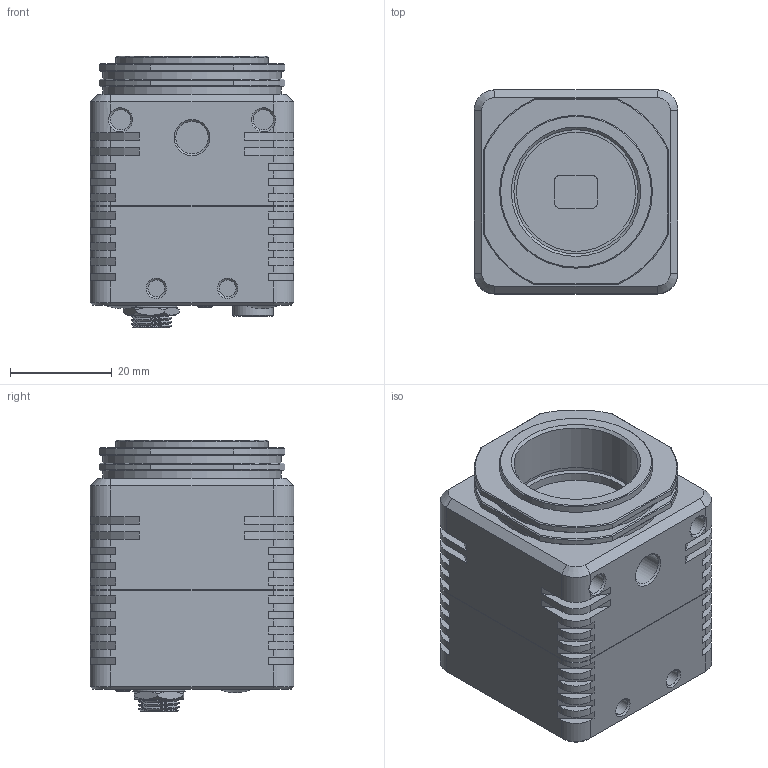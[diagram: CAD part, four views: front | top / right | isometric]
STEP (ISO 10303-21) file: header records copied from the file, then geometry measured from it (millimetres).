
FILE_DESCRIPTION (( 'STEP AP214' ), '1' );
FILE_NAME ('STC-HD213DV.STEP', '2020-05-22T02:18:49', ( '' ), ( '' ), 'SwSTEP 2.0', 'SolidWorks 2019', '' );
FILE_SCHEMA (( 'AUTOMOTIVE_DESIGN' ));
Length unit declared in the file: millimetre
Products named in the file (2): STC-HD213DV
Bounding box: 40 x 40 x 53.36 mm (x, y, z)
Volume: 60129.2 mm3; surface area: 26720.6 mm2
Topology: 18 solids, 19 shells, 1713 faces, 4359 edges, 2886 vertices
Faces by surface type: plane 1215, cylinder 394, cone 84, bspline 14, torus 4, sphere 2
Full cylindrical faces by diameter (mm): 0.4 x39, 0.8 x2, 2.4 x2, 3 x11, 3.1 x4, 3.2 x3, 3.3 x4, 3.6 x1, 4 x6, 4.445 x1, 5 x1, 5.5 x4, 5.842 x1, 5.9 x4, 6 x2, 6.35 x2, 6.934 x5, 7.925 x3, 8 x2, 8.4 x1, 8.89 x1, 10.312 x2, 11.024 x1, 23.4 x1, 24.4 x1, 25.4 x1, 30 x1, 35 x2
Entity records: 71311 total; most frequent: CARTESIAN_POINT 11364, DIRECTION 8310, ORIENTED_EDGE 8272, EDGE_CURVE 4136, VECTOR 3060, LINE 3060, VERTEX_POINT 2806, AXIS2_PLACEMENT_3D 2625
